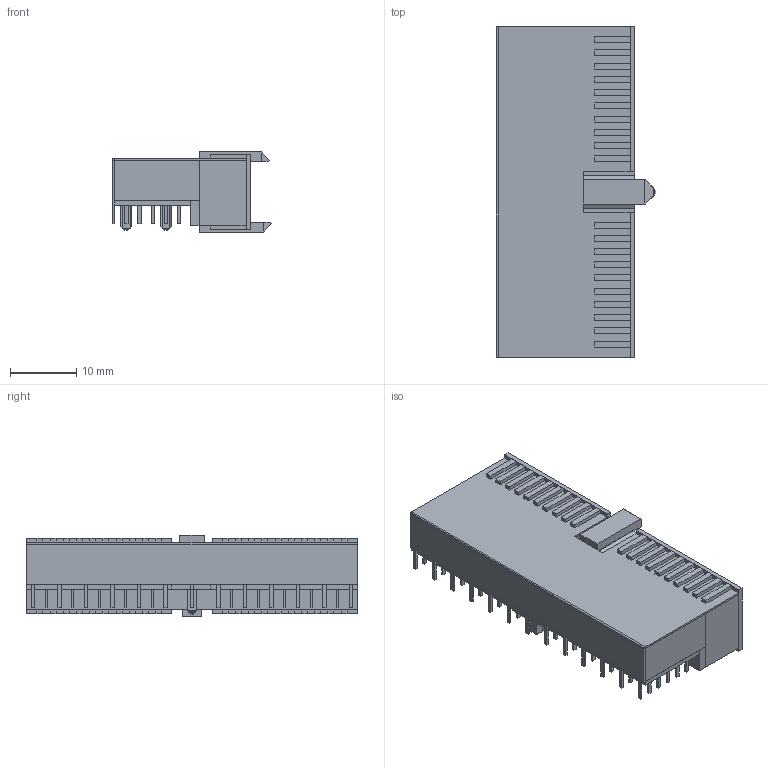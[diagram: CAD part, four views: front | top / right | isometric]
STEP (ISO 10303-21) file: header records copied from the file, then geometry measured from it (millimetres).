
FILE_DESCRIPTION((''),'2;1');
FILE_NAME('FCI_HM2R01PA5108N9LF.stp','2011-11-07T10:46:12',(''),(''),'Mechanical Desktop 2011','Mechanical Desktop 2011',', , ');
FILE_SCHEMA(('AUTOMOTIVE_DESIGN { 1 2 10303 214 1 1 1 1 }'));
Length unit declared in the file: millimetre
Products named in the file (1): Product
Bounding box: 24.15 x 50 x 12.25 mm (x, y, z)
Volume: 8861.6 mm3; surface area: 11875.3 mm2
Topology: 179 solids, 179 shells, 1236 faces, 2557 edges, 1699 vertices
Faces by surface type: plane 1191, bspline 45
Entity records: 31823 total; most frequent: CARTESIAN_POINT 5628, ORIENTED_EDGE 5114, DIRECTION 4941, VECTOR 2557, LINE 2557, EDGE_CURVE 2557, VERTEX_POINT 1699, EDGE_LOOP 1258
